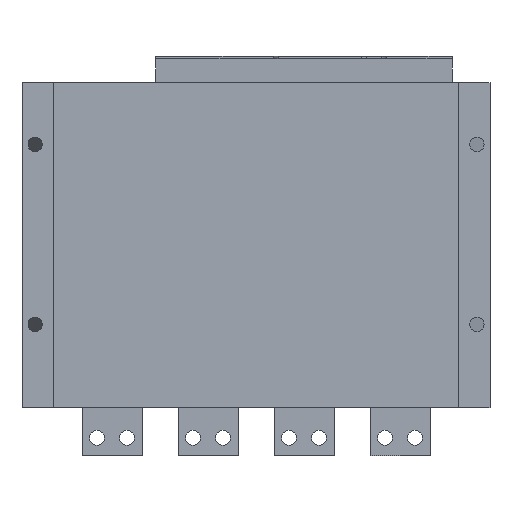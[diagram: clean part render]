
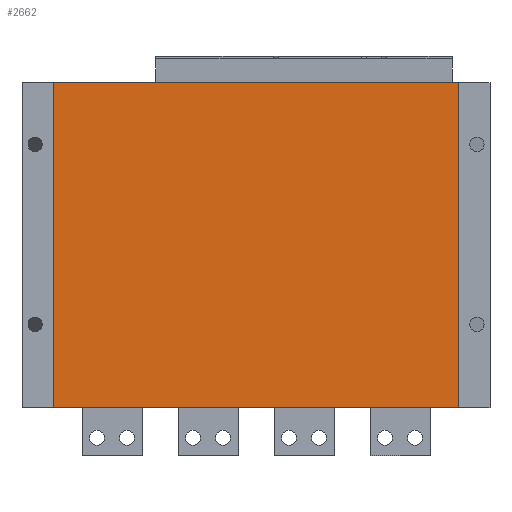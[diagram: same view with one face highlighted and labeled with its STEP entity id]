
A CAD part, front view. The second image highlights one B-rep face of the part: STEP entity #2662.
In plain terms, the highlighted planar face has unit normal (0, -1, 0).
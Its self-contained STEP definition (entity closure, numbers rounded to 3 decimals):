
#237 = DIRECTION ( 'NONE',  ( 0., 0., 1. ) ) ;
#407 = LINE ( 'NONE', #18160, #17744 ) ;
#1291 = LINE ( 'NONE', #4181, #6627 ) ;
#2662 = ADVANCED_FACE ( 'NONE', ( #13352 ), #13259, .T. ) ;
#3050 = CARTESIAN_POINT ( 'NONE',  ( -169., 0., -271. ) ) ;
#3314 = DIRECTION ( 'NONE',  ( 1., 0., 0. ) ) ;
#3608 = EDGE_LOOP ( 'NONE', ( #12222, #14782, #8176, #16938 ) ) ;
#4181 = CARTESIAN_POINT ( 'NONE',  ( 169., 0., -271. ) ) ;
#4622 = EDGE_CURVE ( 'NONE', #16020, #15147, #11332, .T. ) ;
#5273 = CARTESIAN_POINT ( 'NONE',  ( 169., 0., -271. ) ) ;
#5851 = CARTESIAN_POINT ( 'NONE',  ( 169., 0., -271. ) ) ;
#6627 = VECTOR ( 'NONE', #8530, 1000. ) ;
#6653 = CARTESIAN_POINT ( 'NONE',  ( 169., 0., -271. ) ) ;
#6780 = CARTESIAN_POINT ( 'NONE',  ( -169., 0., -271. ) ) ;
#7374 = CARTESIAN_POINT ( 'NONE',  ( -169., 0., 0. ) ) ;
#8176 = ORIENTED_EDGE ( 'NONE', *, *, #15279, .T. ) ;
#8491 = VERTEX_POINT ( 'NONE', #6780 ) ;
#8530 = DIRECTION ( 'NONE',  ( 1., 0., 0. ) ) ;
#9005 = DIRECTION ( 'NONE',  ( 0., -1., 0. ) ) ;
#10644 = LINE ( 'NONE', #3050, #15891 ) ;
#11036 = EDGE_CURVE ( 'NONE', #11609, #15147, #407, .T. ) ;
#11332 = LINE ( 'NONE', #5273, #12293 ) ;
#11609 = VERTEX_POINT ( 'NONE', #7374 ) ;
#11716 = DIRECTION ( 'NONE',  ( 1., 0., 0. ) ) ;
#12003 = AXIS2_PLACEMENT_3D ( 'NONE', #5851, #9005, #11716 ) ;
#12222 = ORIENTED_EDGE ( 'NONE', *, *, #11036, .F. ) ;
#12293 = VECTOR ( 'NONE', #17222, 1000. ) ;
#12757 = EDGE_CURVE ( 'NONE', #8491, #11609, #10644, .T. ) ;
#13259 = PLANE ( 'NONE',  #12003 ) ;
#13352 = FACE_OUTER_BOUND ( 'NONE', #3608, .T. ) ;
#14782 = ORIENTED_EDGE ( 'NONE', *, *, #12757, .F. ) ;
#15147 = VERTEX_POINT ( 'NONE', #15384 ) ;
#15279 = EDGE_CURVE ( 'NONE', #8491, #16020, #1291, .T. ) ;
#15384 = CARTESIAN_POINT ( 'NONE',  ( 169., 0., 0. ) ) ;
#15891 = VECTOR ( 'NONE', #237, 1000. ) ;
#16020 = VERTEX_POINT ( 'NONE', #6653 ) ;
#16938 = ORIENTED_EDGE ( 'NONE', *, *, #4622, .T. ) ;
#17222 = DIRECTION ( 'NONE',  ( 0., 0., 1. ) ) ;
#17744 = VECTOR ( 'NONE', #3314, 1000. ) ;
#18160 = CARTESIAN_POINT ( 'NONE',  ( 169., 0., 0. ) ) ;
